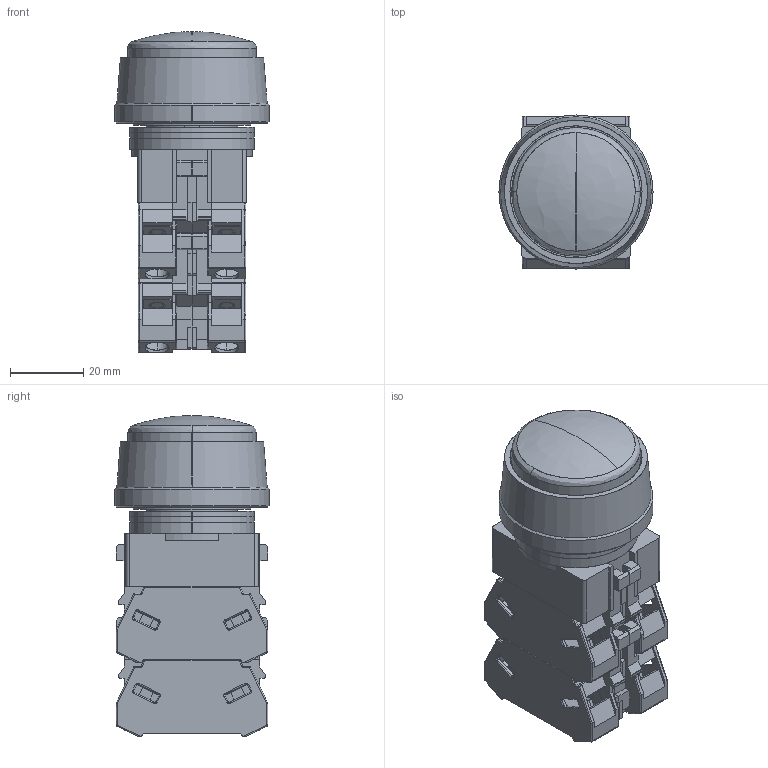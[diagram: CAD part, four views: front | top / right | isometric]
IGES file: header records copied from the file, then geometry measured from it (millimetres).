
Start section: SolidWorks IGES file using analytic representation for surfaces
Global section: file name: 106_ABGS3xxN$.IGS; native system: SolidWorks 2019; preprocessor: SolidWorks 2019; author: 1003643; date: 201120.155457; units: millimetre
Bounding box: 42 x 42 x 87.4 mm (x, y, z)
Surface area: 36503.2 mm2 (no closed solid volume)
Topology: 0 solids, 0 shells, 1166 faces, 10421 edges, 10402 vertices
Faces by surface type: bspline 837, revolution 329
